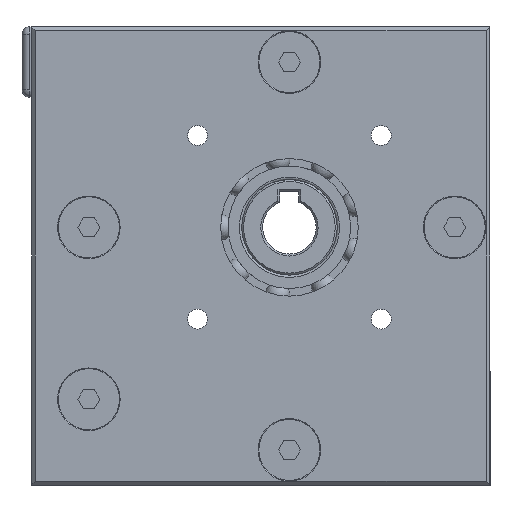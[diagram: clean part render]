
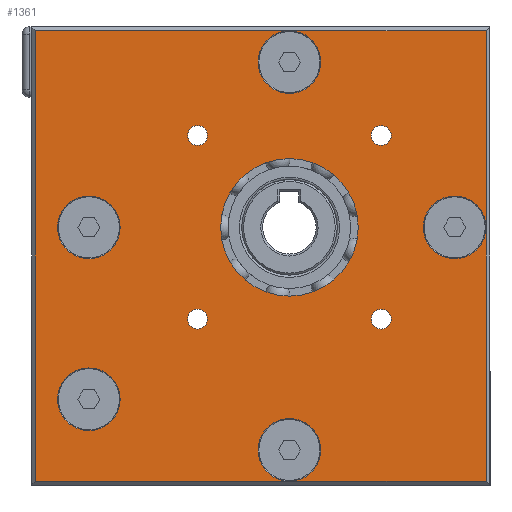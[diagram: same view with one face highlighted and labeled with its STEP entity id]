
A CAD part, left-side view. The second image highlights one B-rep face of the part: STEP entity #1361.
In plain terms, the highlighted face is planar.
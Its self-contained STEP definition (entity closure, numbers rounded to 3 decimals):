
#1066=CARTESIAN_POINT('',(-66.5,-66.5,0.0));
#1067=VERTEX_POINT('',#1066);
#1068=CARTESIAN_POINT('',(51.5,-66.5,0.0));
#1069=VERTEX_POINT('',#1068);
#1070=CARTESIAN_POINT('',(-66.5,-66.5,0.0));
#1071=DIRECTION('',(1.0,0.0,0.0));
#1072=VECTOR('',#1071,118.);
#1073=LINE('',#1070,#1072);
#1074=EDGE_CURVE('',#1067,#1069,#1073,.T.);
#1106=CARTESIAN_POINT('',(-66.5,51.5,0.0));
#1107=VERTEX_POINT('',#1106);
#1108=CARTESIAN_POINT('',(-66.5,51.5,0.0));
#1109=DIRECTION('',(0.0,-1.0,0.0));
#1110=VECTOR('',#1109,118.);
#1111=LINE('',#1108,#1110);
#1112=EDGE_CURVE('',#1107,#1067,#1111,.T.);
#1137=CARTESIAN_POINT('',(51.5,51.5,0.0));
#1138=VERTEX_POINT('',#1137);
#1139=CARTESIAN_POINT('',(51.5,-66.5,0.0));
#1140=DIRECTION('',(0.0,1.0,0.0));
#1141=VECTOR('',#1140,118.);
#1142=LINE('',#1139,#1141);
#1143=EDGE_CURVE('',#1069,#1138,#1142,.T.);
#1168=CARTESIAN_POINT('',(51.5,51.5,0.0));
#1169=DIRECTION('',(-1.0,0.0,0.0));
#1170=VECTOR('',#1169,118.);
#1171=LINE('',#1168,#1170);
#1172=EDGE_CURVE('',#1138,#1107,#1171,.T.);
#1240=CARTESIAN_POINT('',(-7.5,-7.5,0.0));
#1241=DIRECTION('',(0.0,0.0,1.0));
#1242=DIRECTION('',(1.0,0.0,0.0));
#1243=AXIS2_PLACEMENT_3D('',#1240,#1241,#1242);
#1244=PLANE('',#1243);
#1245=ORIENTED_EDGE('',*,*,#1074,.F.);
#1246=ORIENTED_EDGE('',*,*,#1112,.F.);
#1247=ORIENTED_EDGE('',*,*,#1172,.F.);
#1248=ORIENTED_EDGE('',*,*,#1143,.F.);
#1249=EDGE_LOOP('',(#1245,#1246,#1247,#1248));
#1250=FACE_OUTER_BOUND('',#1249,.T.);
#1251=CARTESIAN_POINT('',(-33.,0.,0.0));
#1252=VERTEX_POINT('',#1251);
#1253=CARTESIAN_POINT('',(-15.,0.,0.0));
#1254=DIRECTION('',(0.0,0.0,1.0));
#1255=DIRECTION('',(1.0,0.0,0.0));
#1256=AXIS2_PLACEMENT_3D('',#1253,#1254,#1255);
#1257=CIRCLE('',#1256,18.0);
#1258=EDGE_CURVE('',#1252,#1252,#1257,.T.);
#1259=ORIENTED_EDGE('',*,*,#1258,.T.);
#1260=EDGE_LOOP('',(#1259));
#1261=FACE_BOUND('',#1260,.T.);
#1262=CARTESIAN_POINT('',(-36.44,24.04,0.0));
#1263=VERTEX_POINT('',#1262);
#1264=CARTESIAN_POINT('',(-39.04,24.04,0.0));
#1265=DIRECTION('',(0.0,0.0,1.0));
#1266=DIRECTION('',(-1.0,0.0,0.0));
#1267=AXIS2_PLACEMENT_3D('',#1264,#1265,#1266);
#1268=CIRCLE('',#1267,2.6);
#1269=EDGE_CURVE('',#1263,#1263,#1268,.T.);
#1270=ORIENTED_EDGE('',*,*,#1269,.T.);
#1271=EDGE_LOOP('',(#1270));
#1272=FACE_BOUND('',#1271,.T.);
#1273=CARTESIAN_POINT('',(-39.04,-21.44,0.0));
#1274=VERTEX_POINT('',#1273);
#1275=CARTESIAN_POINT('',(-39.04,-24.04,0.0));
#1276=DIRECTION('',(0.0,0.0,1.0));
#1277=DIRECTION('',(0.0,-1.0,0.0));
#1278=AXIS2_PLACEMENT_3D('',#1275,#1276,#1277);
#1279=CIRCLE('',#1278,2.6);
#1280=EDGE_CURVE('',#1274,#1274,#1279,.T.);
#1281=ORIENTED_EDGE('',*,*,#1280,.T.);
#1282=EDGE_LOOP('',(#1281));
#1283=FACE_BOUND('',#1282,.T.);
#1284=CARTESIAN_POINT('',(6.44,-24.04,0.0));
#1285=VERTEX_POINT('',#1284);
#1286=CARTESIAN_POINT('',(9.04,-24.04,0.0));
#1287=DIRECTION('',(0.0,0.0,1.0));
#1288=DIRECTION('',(1.0,0.0,0.0));
#1289=AXIS2_PLACEMENT_3D('',#1286,#1287,#1288);
#1290=CIRCLE('',#1289,2.6);
#1291=EDGE_CURVE('',#1285,#1285,#1290,.T.);
#1292=ORIENTED_EDGE('',*,*,#1291,.T.);
#1293=EDGE_LOOP('',(#1292));
#1294=FACE_BOUND('',#1293,.T.);
#1295=CARTESIAN_POINT('',(9.04,21.44,0.0));
#1296=VERTEX_POINT('',#1295);
#1297=CARTESIAN_POINT('',(9.04,24.04,0.0));
#1298=DIRECTION('',(0.0,0.0,1.0));
#1299=DIRECTION('',(0.0,1.0,0.0));
#1300=AXIS2_PLACEMENT_3D('',#1297,#1298,#1299);
#1301=CIRCLE('',#1300,2.6);
#1302=EDGE_CURVE('',#1296,#1296,#1301,.T.);
#1303=ORIENTED_EDGE('',*,*,#1302,.T.);
#1304=EDGE_LOOP('',(#1303));
#1305=FACE_BOUND('',#1304,.T.);
#1306=CARTESIAN_POINT('',(-66.45,0.,0.0));
#1307=VERTEX_POINT('',#1306);
#1308=CARTESIAN_POINT('',(-58.25,0.,0.0));
#1309=DIRECTION('',(0.0,0.0,1.0));
#1310=DIRECTION('',(-1.0,0.0,0.0));
#1311=AXIS2_PLACEMENT_3D('',#1308,#1309,#1310);
#1312=CIRCLE('',#1311,8.2);
#1313=EDGE_CURVE('',#1307,#1307,#1312,.T.);
#1314=ORIENTED_EDGE('',*,*,#1313,.T.);
#1315=EDGE_LOOP('',(#1314));
#1316=FACE_BOUND('',#1315,.T.);
#1317=CARTESIAN_POINT('',(-23.2,43.25,0.0));
#1318=VERTEX_POINT('',#1317);
#1319=CARTESIAN_POINT('',(-15.,43.25,0.0));
#1320=DIRECTION('',(0.0,0.0,1.0));
#1321=DIRECTION('',(-1.0,0.0,0.0));
#1322=AXIS2_PLACEMENT_3D('',#1319,#1320,#1321);
#1323=CIRCLE('',#1322,8.2);
#1324=EDGE_CURVE('',#1318,#1318,#1323,.T.);
#1325=ORIENTED_EDGE('',*,*,#1324,.T.);
#1326=EDGE_LOOP('',(#1325));
#1327=FACE_BOUND('',#1326,.T.);
#1328=CARTESIAN_POINT('',(-23.2,-58.25,0.0));
#1329=VERTEX_POINT('',#1328);
#1330=CARTESIAN_POINT('',(-15.,-58.25,0.0));
#1331=DIRECTION('',(0.0,0.0,1.0));
#1332=DIRECTION('',(-1.0,0.0,0.0));
#1333=AXIS2_PLACEMENT_3D('',#1330,#1331,#1332);
#1334=CIRCLE('',#1333,8.2);
#1335=EDGE_CURVE('',#1329,#1329,#1334,.T.);
#1336=ORIENTED_EDGE('',*,*,#1335,.T.);
#1337=EDGE_LOOP('',(#1336));
#1338=FACE_BOUND('',#1337,.T.);
#1339=CARTESIAN_POINT('',(29.3,-45.0,0.0));
#1340=VERTEX_POINT('',#1339);
#1341=CARTESIAN_POINT('',(37.5,-45.0,0.0));
#1342=DIRECTION('',(0.0,0.0,1.0));
#1343=DIRECTION('',(-1.0,0.0,0.0));
#1344=AXIS2_PLACEMENT_3D('',#1341,#1342,#1343);
#1345=CIRCLE('',#1344,8.2);
#1346=EDGE_CURVE('',#1340,#1340,#1345,.T.);
#1347=ORIENTED_EDGE('',*,*,#1346,.T.);
#1348=EDGE_LOOP('',(#1347));
#1349=FACE_BOUND('',#1348,.T.);
#1350=CARTESIAN_POINT('',(29.3,0.,0.0));
#1351=VERTEX_POINT('',#1350);
#1352=CARTESIAN_POINT('',(37.5,0.,0.0));
#1353=DIRECTION('',(0.0,0.0,1.0));
#1354=DIRECTION('',(-1.0,0.0,0.0));
#1355=AXIS2_PLACEMENT_3D('',#1352,#1353,#1354);
#1356=CIRCLE('',#1355,8.2);
#1357=EDGE_CURVE('',#1351,#1351,#1356,.T.);
#1358=ORIENTED_EDGE('',*,*,#1357,.T.);
#1359=EDGE_LOOP('',(#1358));
#1360=FACE_BOUND('',#1359,.T.);
#1361=ADVANCED_FACE('',(#1250,#1261,#1272,#1283,#1294,#1305,#1316,#1327,#1338,#1349,#1360),#1244,.F.);
